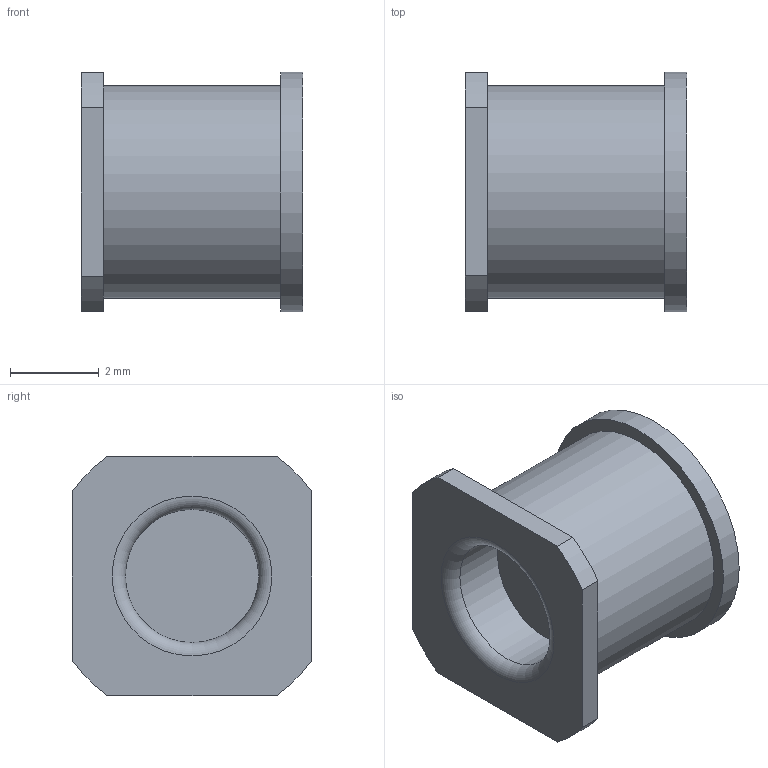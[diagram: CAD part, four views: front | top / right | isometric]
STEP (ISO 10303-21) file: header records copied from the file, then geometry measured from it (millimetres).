
FILE_DESCRIPTION(/* description */ (''),/* implementation_level */ '2;1');
FILE_NAME(/* name */ 'SAR_LITTELFUSE_CG5xxxMS.stp',/* time_stamp */ '2016-11-07T10:50:07+01:00',/* author */ ('jchouvet'),/* organization */ (''),/* preprocessor_version */ 'ST-DEVELOPER v16.1',/* originating_system */ 'AutoCAD Mechanical',/* authorisation */ '');
FILE_SCHEMA (('AUTOMOTIVE_DESIGN { 1 0 10303 214 3 1 1 }'));
Length unit declared in the file: millimetre
Products named in the file (1): Product
Bounding box: 5 x 5.4 x 5.4 mm (x, y, z)
Volume: 76.3 mm3; surface area: 292.9 mm2
Topology: 2 solids, 2 shells, 24 faces, 47 edges, 31 vertices
Faces by surface type: plane 12, cylinder 10, torus 2
Full cylindrical faces by diameter (mm): 3 x2, 4 x2, 4.8 x1, 5.4 x1
Entity records: 618 total; most frequent: DIRECTION 110, CARTESIAN_POINT 93, ORIENTED_EDGE 76, AXIS2_PLACEMENT_3D 47, EDGE_LOOP 38, EDGE_CURVE 38, VERTEX_POINT 30, FACE_OUTER_BOUND 24
